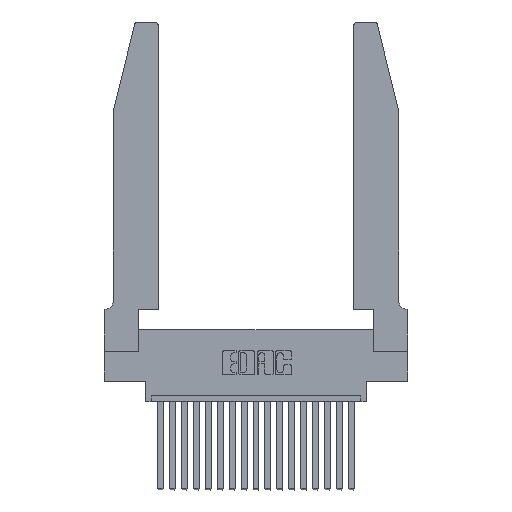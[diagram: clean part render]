
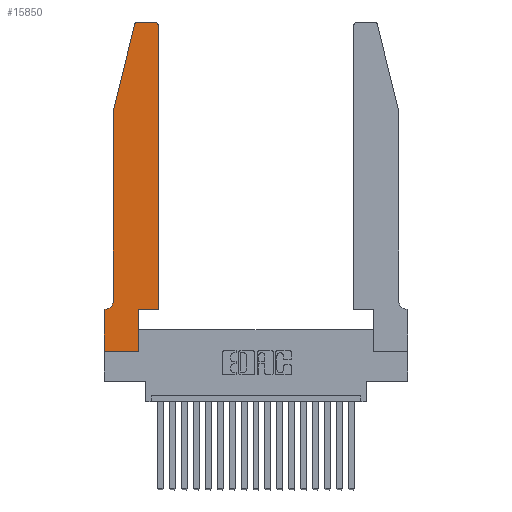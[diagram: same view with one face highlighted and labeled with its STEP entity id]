
A CAD part, top view. The second image highlights one B-rep face of the part: STEP entity #15850.
In plain terms, the highlighted planar face has unit normal (0, 0, 1).
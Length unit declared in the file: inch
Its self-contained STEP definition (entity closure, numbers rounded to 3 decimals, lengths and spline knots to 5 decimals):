
#148 = DIRECTION ( 'NONE',  ( 0., 1., 0. ) ) ;
#205 = DIRECTION ( 'NONE',  ( 0., 1., 0. ) ) ;
#268 = EDGE_CURVE ( 'NONE', #9698, #13328, #15796, .T. ) ;
#299 = CARTESIAN_POINT ( 'NONE',  ( 0., 0., 0.37 ) ) ;
#390 = LINE ( 'NONE', #15710, #7673 ) ;
#816 = PLANE ( 'NONE',  #1524 ) ;
#860 = ORIENTED_EDGE ( 'NONE', *, *, #12686, .T. ) ;
#1135 = VERTEX_POINT ( 'NONE', #20280 ) ;
#1192 = DIRECTION ( 'NONE',  ( -1., 0., 0. ) ) ;
#1375 = VECTOR ( 'NONE', #15430, 39.37008 ) ;
#1387 = CARTESIAN_POINT ( 'NONE',  ( 0.25487, 2.72718, 0.37 ) ) ;
#1415 = VECTOR ( 'NONE', #11504, 39.37008 ) ;
#1416 = ORIENTED_EDGE ( 'NONE', *, *, #268, .T. ) ;
#1524 = AXIS2_PLACEMENT_3D ( 'NONE', #2484, #5907, #20435 ) ;
#1566 = EDGE_LOOP ( 'NONE', ( #14950, #1416, #12508, #2030, #16744, #860, #18932, #19419, #17037, #8491, #15723, #5191 ) ) ;
#1777 = EDGE_CURVE ( 'NONE', #20410, #17224, #3424, .T. ) ;
#1811 = CARTESIAN_POINT ( 'NONE',  ( 0., 0., 0.37 ) ) ;
#1916 = CARTESIAN_POINT ( 'NONE',  ( 0.284, 2.75, 0.37 ) ) ;
#2001 = EDGE_CURVE ( 'NONE', #12051, #16725, #2204, .T. ) ;
#2030 = ORIENTED_EDGE ( 'NONE', *, *, #3108, .T. ) ;
#2204 = LINE ( 'NONE', #7995, #9726 ) ;
#2484 = CARTESIAN_POINT ( 'NONE',  ( 0., 0.35, 0.37 ) ) ;
#2680 = EDGE_CURVE ( 'NONE', #16725, #14188, #390, .T. ) ;
#2794 = CARTESIAN_POINT ( 'NONE',  ( 0.0055, 0.35, 0.37 ) ) ;
#3010 = CARTESIAN_POINT ( 'NONE',  ( 0.4205, 2.72, 0.37 ) ) ;
#3108 = EDGE_CURVE ( 'NONE', #4072, #20410, #7891, .T. ) ;
#3424 = CIRCLE ( 'NONE', #7280, 0.07 ) ;
#3694 = CARTESIAN_POINT ( 'NONE',  ( 0.4205, 2.75, 0.37 ) ) ;
#3777 = EDGE_CURVE ( 'NONE', #13245, #18033, #17443, .T. ) ;
#4072 = VERTEX_POINT ( 'NONE', #11908 ) ;
#4393 = VERTEX_POINT ( 'NONE', #18996 ) ;
#5191 = ORIENTED_EDGE ( 'NONE', *, *, #3777, .T. ) ;
#5573 = VECTOR ( 'NONE', #11531, 39.37008 ) ;
#5696 = CARTESIAN_POINT ( 'NONE',  ( 0.2865, 0., 0.37 ) ) ;
#5907 = DIRECTION ( 'NONE',  ( 0., 0., 1. ) ) ;
#6176 = EDGE_CURVE ( 'NONE', #1135, #4393, #19707, .T. ) ;
#6213 = LINE ( 'NONE', #19237, #19840 ) ;
#6218 = DIRECTION ( 'NONE',  ( 1., 0., 0. ) ) ;
#7200 = EDGE_CURVE ( 'NONE', #14188, #13245, #7561, .T. ) ;
#7280 = AXIS2_PLACEMENT_3D ( 'NONE', #17245, #17095, #1192 ) ;
#7525 = CARTESIAN_POINT ( 'NONE',  ( 0.2865, 0.35, 0.37 ) ) ;
#7561 = LINE ( 'NONE', #14375, #15065 ) ;
#7673 = VECTOR ( 'NONE', #15499, 39.37008 ) ;
#7721 = DIRECTION ( 'NONE',  ( 1., 0., 0. ) ) ;
#7891 = LINE ( 'NONE', #18605, #1375 ) ;
#7953 = LINE ( 'NONE', #20279, #11690 ) ;
#7995 = CARTESIAN_POINT ( 'NONE',  ( 0.2865, 0.35, 0.37 ) ) ;
#8491 = ORIENTED_EDGE ( 'NONE', *, *, #2680, .T. ) ;
#8621 = EDGE_CURVE ( 'NONE', #18033, #9698, #6213, .T. ) ;
#9104 = DIRECTION ( 'NONE',  ( 0., 0., 1. ) ) ;
#9428 = EDGE_CURVE ( 'NONE', #13328, #4072, #12949, .T. ) ;
#9436 = LINE ( 'NONE', #299, #1415 ) ;
#9698 = VERTEX_POINT ( 'NONE', #1916 ) ;
#9726 = VECTOR ( 'NONE', #205, 39.37008 ) ;
#11323 = DIRECTION ( 'NONE',  ( -1., 0., 0. ) ) ;
#11504 = DIRECTION ( 'NONE',  ( 1., 0., 0. ) ) ;
#11531 = DIRECTION ( 'NONE',  ( 0., -1., 0. ) ) ;
#11690 = VECTOR ( 'NONE', #13730, 39.37008 ) ;
#11908 = CARTESIAN_POINT ( 'NONE',  ( 0.0755, 2., 0.37 ) ) ;
#12051 = VERTEX_POINT ( 'NONE', #5696 ) ;
#12508 = ORIENTED_EDGE ( 'NONE', *, *, #9428, .T. ) ;
#12686 = EDGE_CURVE ( 'NONE', #17224, #1135, #7953, .T. ) ;
#12949 = LINE ( 'NONE', #15218, #15732 ) ;
#12954 = CARTESIAN_POINT ( 'NONE',  ( 0.0755, 0.42, 0.37 ) ) ;
#13245 = VERTEX_POINT ( 'NONE', #13710 ) ;
#13328 = VERTEX_POINT ( 'NONE', #1387 ) ;
#13665 = DIRECTION ( 'NONE',  ( -0.239, -0.971, 0. ) ) ;
#13687 = CARTESIAN_POINT ( 'NONE',  ( 0.4505, 0.35, 0.37 ) ) ;
#13710 = CARTESIAN_POINT ( 'NONE',  ( 0.4505, 2.72, 0.37 ) ) ;
#13730 = DIRECTION ( 'NONE',  ( -1., 0., 0. ) ) ;
#14095 = AXIS2_PLACEMENT_3D ( 'NONE', #17185, #9104, #7721 ) ;
#14188 = VERTEX_POINT ( 'NONE', #13687 ) ;
#14229 = DIRECTION ( 'NONE',  ( 0., 0., 1. ) ) ;
#14375 = CARTESIAN_POINT ( 'NONE',  ( 0.4505, 0.35, 0.37 ) ) ;
#14817 = FACE_OUTER_BOUND ( 'NONE', #1566, .T. ) ;
#14950 = ORIENTED_EDGE ( 'NONE', *, *, #8621, .T. ) ;
#15065 = VECTOR ( 'NONE', #148, 39.37008 ) ;
#15218 = CARTESIAN_POINT ( 'NONE',  ( 0.0755, 2., 0.37 ) ) ;
#15430 = DIRECTION ( 'NONE',  ( 0., -1., 0. ) ) ;
#15499 = DIRECTION ( 'NONE',  ( 1., 0., 0. ) ) ;
#15710 = CARTESIAN_POINT ( 'NONE',  ( 0.4505, 0.35, 0.37 ) ) ;
#15723 = ORIENTED_EDGE ( 'NONE', *, *, #7200, .T. ) ;
#15732 = VECTOR ( 'NONE', #13665, 39.37008 ) ;
#15796 = CIRCLE ( 'NONE', #14095, 0.03 ) ;
#15850 = ADVANCED_FACE ( 'NONE', ( #14817 ), #816, .T. ) ;
#16725 = VERTEX_POINT ( 'NONE', #7525 ) ;
#16744 = ORIENTED_EDGE ( 'NONE', *, *, #1777, .T. ) ;
#17037 = ORIENTED_EDGE ( 'NONE', *, *, #2001, .T. ) ;
#17095 = DIRECTION ( 'NONE',  ( 0., 0., -1. ) ) ;
#17185 = CARTESIAN_POINT ( 'NONE',  ( 0.284, 2.72, 0.37 ) ) ;
#17224 = VERTEX_POINT ( 'NONE', #2794 ) ;
#17245 = CARTESIAN_POINT ( 'NONE',  ( 0.0055, 0.42, 0.37 ) ) ;
#17443 = CIRCLE ( 'NONE', #20149, 0.03 ) ;
#18033 = VERTEX_POINT ( 'NONE', #3694 ) ;
#18605 = CARTESIAN_POINT ( 'NONE',  ( 0.0755, 2., 0.37 ) ) ;
#18932 = ORIENTED_EDGE ( 'NONE', *, *, #6176, .T. ) ;
#18996 = CARTESIAN_POINT ( 'NONE',  ( 0., 0., 0.37 ) ) ;
#19176 = EDGE_CURVE ( 'NONE', #4393, #12051, #9436, .T. ) ;
#19237 = CARTESIAN_POINT ( 'NONE',  ( 0.2605, 2.75, 0.37 ) ) ;
#19419 = ORIENTED_EDGE ( 'NONE', *, *, #19176, .T. ) ;
#19707 = LINE ( 'NONE', #1811, #5573 ) ;
#19840 = VECTOR ( 'NONE', #11323, 39.37008 ) ;
#20149 = AXIS2_PLACEMENT_3D ( 'NONE', #3010, #14229, #6218 ) ;
#20279 = CARTESIAN_POINT ( 'NONE',  ( 0.0755, 0.35, 0.37 ) ) ;
#20280 = CARTESIAN_POINT ( 'NONE',  ( 0., 0.35, 0.37 ) ) ;
#20410 = VERTEX_POINT ( 'NONE', #12954 ) ;
#20435 = DIRECTION ( 'NONE',  ( 1., 0., 0. ) ) ;
